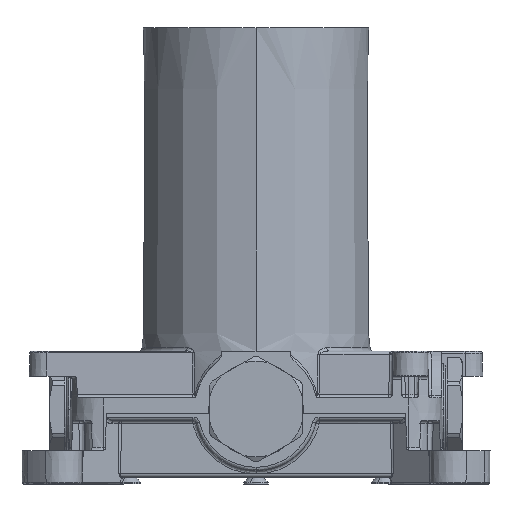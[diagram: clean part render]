
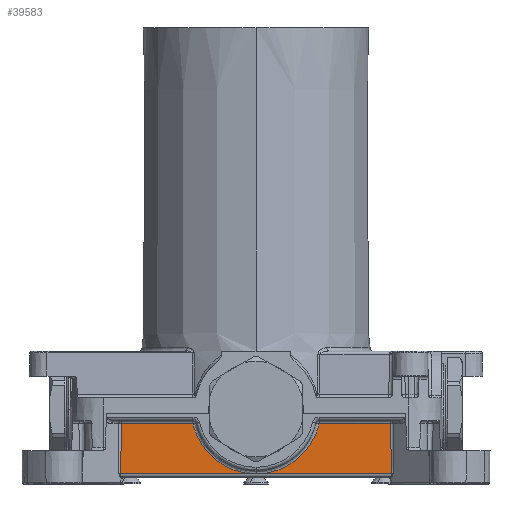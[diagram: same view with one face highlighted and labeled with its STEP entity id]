
A CAD part, top view. The second image highlights one B-rep face of the part: STEP entity #39583.
In plain terms, the highlighted planar face has unit normal (0, -0.009, 1).
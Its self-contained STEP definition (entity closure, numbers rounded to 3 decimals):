
#38469=CARTESIAN_POINT('Vertex',(40.718,-19.509,28.776)) ;
#38472=CARTESIAN_POINT('Line Origine',(-25.875,-19.509,28.776)) ;
#38476=CARTESIAN_POINT('Vertex',(-40.718,-19.509,28.776)) ;
#39511=CARTESIAN_POINT('Axis2P3D Location',(-35.225,-22.5,28.75)) ;
#39516=CARTESIAN_POINT('Line Origine',(40.691,-11.95,28.842)) ;
#39520=CARTESIAN_POINT('Vertex',(40.664,-4.391,28.908)) ;
#39523=CARTESIAN_POINT('Line Origine',(29.83,-4.391,28.908)) ;
#39527=CARTESIAN_POINT('Vertex',(18.997,-4.391,28.908)) ;
#39531=CARTESIAN_POINT('Control Point',(0.,-19.491,28.776)) ;
#39532=CARTESIAN_POINT('Control Point',(1.947,-19.491,28.776)) ;
#39533=CARTESIAN_POINT('Control Point',(3.893,-19.248,28.778)) ;
#39534=CARTESIAN_POINT('Control Point',(5.801,-18.762,28.783)) ;
#39535=CARTESIAN_POINT('Control Point',(9.452,-17.325,28.795)) ;
#39536=CARTESIAN_POINT('Control Point',(12.637,-15.034,28.815)) ;
#39537=CARTESIAN_POINT('Control Point',(14.079,-13.694,28.827)) ;
#39538=CARTESIAN_POINT('Control Point',(16.207,-11.15,28.849)) ;
#39539=CARTESIAN_POINT('Control Point',(17.751,-8.23,28.875)) ;
#39540=CARTESIAN_POINT('Control Point',(18.277,-6.985,28.885)) ;
#39541=CARTESIAN_POINT('Control Point',(18.694,-5.701,28.897)) ;
#39542=CARTESIAN_POINT('Control Point',(18.997,-4.391,28.908)) ;
#39543=CARTESIAN_POINT('Vertex',(0.,-19.491,28.776)) ;
#39547=CARTESIAN_POINT('Control Point',(0.,-19.491,28.776)) ;
#39548=CARTESIAN_POINT('Control Point',(-1.947,-19.491,28.776)) ;
#39549=CARTESIAN_POINT('Control Point',(-3.893,-19.248,28.778)) ;
#39550=CARTESIAN_POINT('Control Point',(-5.801,-18.762,28.783)) ;
#39551=CARTESIAN_POINT('Control Point',(-9.452,-17.325,28.795)) ;
#39552=CARTESIAN_POINT('Control Point',(-12.637,-15.034,28.815)) ;
#39553=CARTESIAN_POINT('Control Point',(-14.079,-13.694,28.827)) ;
#39554=CARTESIAN_POINT('Control Point',(-16.207,-11.15,28.849)) ;
#39555=CARTESIAN_POINT('Control Point',(-17.751,-8.23,28.875)) ;
#39556=CARTESIAN_POINT('Control Point',(-18.277,-6.985,28.885)) ;
#39557=CARTESIAN_POINT('Control Point',(-18.694,-5.701,28.897)) ;
#39558=CARTESIAN_POINT('Control Point',(-18.997,-4.391,28.908)) ;
#39559=CARTESIAN_POINT('Vertex',(-18.997,-4.391,28.908)) ;
#39562=CARTESIAN_POINT('Line Origine',(-29.83,-4.391,28.908)) ;
#39566=CARTESIAN_POINT('Vertex',(-40.664,-4.391,28.908)) ;
#39569=CARTESIAN_POINT('Line Origine',(-40.691,-11.95,28.842)) ;
#38474=VECTOR('Line Direction',#38473,1.) ;
#39518=VECTOR('Line Direction',#39517,1.) ;
#39525=VECTOR('Line Direction',#39524,1.) ;
#39564=VECTOR('Line Direction',#39563,1.) ;
#39571=VECTOR('Line Direction',#39570,1.) ;
#38473=DIRECTION('Vector Direction',(-1.,0.,0.)) ;
#39512=DIRECTION('Axis2P3D Direction',(0.,0.009,-1.)) ;
#39513=DIRECTION('Axis2P3D XDirection',(-1.,0.,0.)) ;
#39517=DIRECTION('Vector Direction',(-0.004,1.,0.009)) ;
#39524=DIRECTION('Vector Direction',(-1.,0.,0.)) ;
#39563=DIRECTION('Vector Direction',(-1.,0.,0.)) ;
#39570=DIRECTION('Vector Direction',(-0.004,-1.,-0.009)) ;
#39514=AXIS2_PLACEMENT_3D('Plane Axis2P3D',#39511,#39512,#39513) ;
#38475=LINE('Line',#38472,#38474) ;
#39519=LINE('Line',#39516,#39518) ;
#39526=LINE('Line',#39523,#39525) ;
#39565=LINE('Line',#39562,#39564) ;
#39572=LINE('Line',#39569,#39571) ;
#39515=PLANE('',#39514) ;
#38478=EDGE_CURVE('',#38477,#38470,#38475,.F.) ;
#39522=EDGE_CURVE('',#38470,#39521,#39519,.T.) ;
#39529=EDGE_CURVE('',#39528,#39521,#39526,.F.) ;
#39545=EDGE_CURVE('',#39544,#39528,#39530,.T.) ;
#39561=EDGE_CURVE('',#39544,#39560,#39546,.T.) ;
#39568=EDGE_CURVE('',#39560,#39567,#39565,.T.) ;
#39573=EDGE_CURVE('',#38477,#39567,#39572,.F.) ;
#39575=ORIENTED_EDGE('',*,*,#38478,.T.) ;
#39576=ORIENTED_EDGE('',*,*,#39522,.T.) ;
#39577=ORIENTED_EDGE('',*,*,#39529,.F.) ;
#39578=ORIENTED_EDGE('',*,*,#39545,.F.) ;
#39579=ORIENTED_EDGE('',*,*,#39561,.T.) ;
#39580=ORIENTED_EDGE('',*,*,#39568,.T.) ;
#39581=ORIENTED_EDGE('',*,*,#39573,.F.) ;
#39574=EDGE_LOOP('',(#39575,#39576,#39577,#39578,#39579,#39580,#39581)) ;
#38470=VERTEX_POINT('',#38469) ;
#38477=VERTEX_POINT('',#38476) ;
#39521=VERTEX_POINT('',#39520) ;
#39528=VERTEX_POINT('',#39527) ;
#39544=VERTEX_POINT('',#39543) ;
#39560=VERTEX_POINT('',#39559) ;
#39567=VERTEX_POINT('',#39566) ;
#39583=ADVANCED_FACE('ZB0G1000.1',(#39582),#39515,.F.) ;
#39530=B_SPLINE_CURVE_WITH_KNOTS('',5,(#39531,#39532,#39533,#39534,#39535,#39536,#39537,#39538,#39539,#39540,#39541,#39542),.UNSPECIFIED.,.F.,.U.,(6,3,3,6),(0.,13.796,27.593,37.123),.UNSPECIFIED.) ;
#39546=B_SPLINE_CURVE_WITH_KNOTS('',5,(#39547,#39548,#39549,#39550,#39551,#39552,#39553,#39554,#39555,#39556,#39557,#39558),.UNSPECIFIED.,.F.,.U.,(6,3,3,6),(0.,13.796,27.593,37.123),.UNSPECIFIED.) ;
#39582=FACE_OUTER_BOUND('',#39574,.T.) ;
